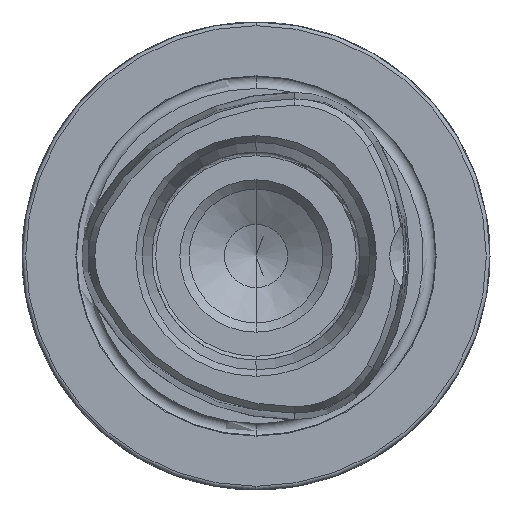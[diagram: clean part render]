
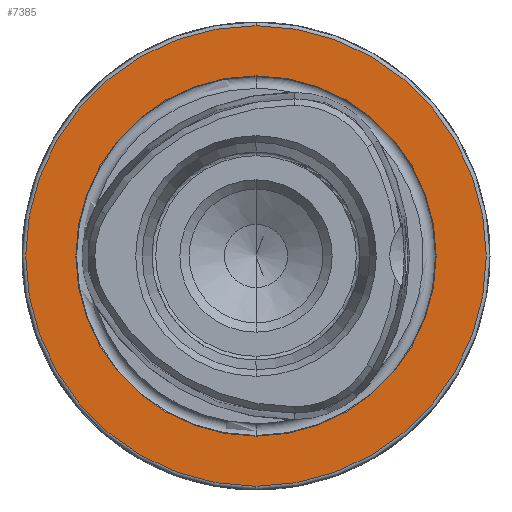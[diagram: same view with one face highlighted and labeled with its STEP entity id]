
A CAD part, left-side view. The second image highlights one B-rep face of the part: STEP entity #7385.
In plain terms, the highlighted planar face has unit normal (-1, 0, 0).
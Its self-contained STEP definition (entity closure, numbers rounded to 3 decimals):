
#84 = VERTEX_POINT ( 'NONE', #11493 ) ;
#580 = CARTESIAN_POINT ( 'NONE',  ( 0., 0., -24.25 ) ) ;
#603 = CARTESIAN_POINT ( 'NONE',  ( 0., 24.25, 0. ) ) ;
#879 = DIRECTION ( 'NONE',  ( -1., 0., 0. ) ) ;
#1443 = VERTEX_POINT ( 'NONE', #2190 ) ;
#1774 = CARTESIAN_POINT ( 'NONE',  ( 0., 0., 0. ) ) ;
#2190 = CARTESIAN_POINT ( 'NONE',  ( 0., 0., 24.25 ) ) ;
#2193 = AXIS2_PLACEMENT_3D ( 'NONE', #10893, #6209, #7811 ) ;
#2671 = DIRECTION ( 'NONE',  ( 1., 0., 0. ) ) ;
#2768 = DIRECTION ( 'NONE',  ( 0., 0., 1. ) ) ;
#3022 = ORIENTED_EDGE ( 'NONE', *, *, #4586, .F. ) ;
#3036 = DIRECTION ( 'NONE',  ( 0., 0., -1. ) ) ;
#3610 = DIRECTION ( 'NONE',  ( 0., 0., 1. ) ) ;
#3736 = AXIS2_PLACEMENT_3D ( 'NONE', #4907, #11426, #5868 ) ;
#4117 = CIRCLE ( 'NONE', #6232, 24.25 ) ;
#4416 = ORIENTED_EDGE ( 'NONE', *, *, #5387, .T. ) ;
#4586 = EDGE_CURVE ( 'NONE', #7094, #1443, #4117, .T. ) ;
#4907 = CARTESIAN_POINT ( 'NONE',  ( 0., 0., 0. ) ) ;
#5283 = EDGE_LOOP ( 'NONE', ( #8612, #3022 ) ) ;
#5387 = EDGE_CURVE ( 'NONE', #84, #10381, #5894, .T. ) ;
#5471 = DIRECTION ( 'NONE',  ( -1., 0., 0. ) ) ;
#5500 = CARTESIAN_POINT ( 'NONE',  ( 0., 0., 0. ) ) ;
#5768 = CIRCLE ( 'NONE', #3736, 31. ) ;
#5843 = AXIS2_PLACEMENT_3D ( 'NONE', #603, #2671, #3036 ) ;
#5868 = DIRECTION ( 'NONE',  ( 0., 0., 1. ) ) ;
#5894 = CIRCLE ( 'NONE', #11600, 31. ) ;
#6209 = DIRECTION ( 'NONE',  ( -1., 0., 0. ) ) ;
#6232 = AXIS2_PLACEMENT_3D ( 'NONE', #5500, #879, #2768 ) ;
#6816 = FACE_BOUND ( 'NONE', #5283, .T. ) ;
#7094 = VERTEX_POINT ( 'NONE', #580 ) ;
#7305 = PLANE ( 'NONE',  #5843 ) ;
#7385 = ADVANCED_FACE ( 'NONE', ( #6816, #11206 ), #7305, .F. ) ;
#7811 = DIRECTION ( 'NONE',  ( 0., 0., 1. ) ) ;
#8612 = ORIENTED_EDGE ( 'NONE', *, *, #8826, .F. ) ;
#8826 = EDGE_CURVE ( 'NONE', #1443, #7094, #11158, .T. ) ;
#9165 = ORIENTED_EDGE ( 'NONE', *, *, #11025, .T. ) ;
#9228 = EDGE_LOOP ( 'NONE', ( #9165, #4416 ) ) ;
#10381 = VERTEX_POINT ( 'NONE', #11284 ) ;
#10893 = CARTESIAN_POINT ( 'NONE',  ( 0., 0., 0. ) ) ;
#11025 = EDGE_CURVE ( 'NONE', #10381, #84, #5768, .T. ) ;
#11158 = CIRCLE ( 'NONE', #2193, 24.25 ) ;
#11206 = FACE_OUTER_BOUND ( 'NONE', #9228, .T. ) ;
#11284 = CARTESIAN_POINT ( 'NONE',  ( 0., 0., 31. ) ) ;
#11426 = DIRECTION ( 'NONE',  ( -1., 0., 0. ) ) ;
#11493 = CARTESIAN_POINT ( 'NONE',  ( 0., 0., -31. ) ) ;
#11600 = AXIS2_PLACEMENT_3D ( 'NONE', #1774, #5471, #3610 ) ;
